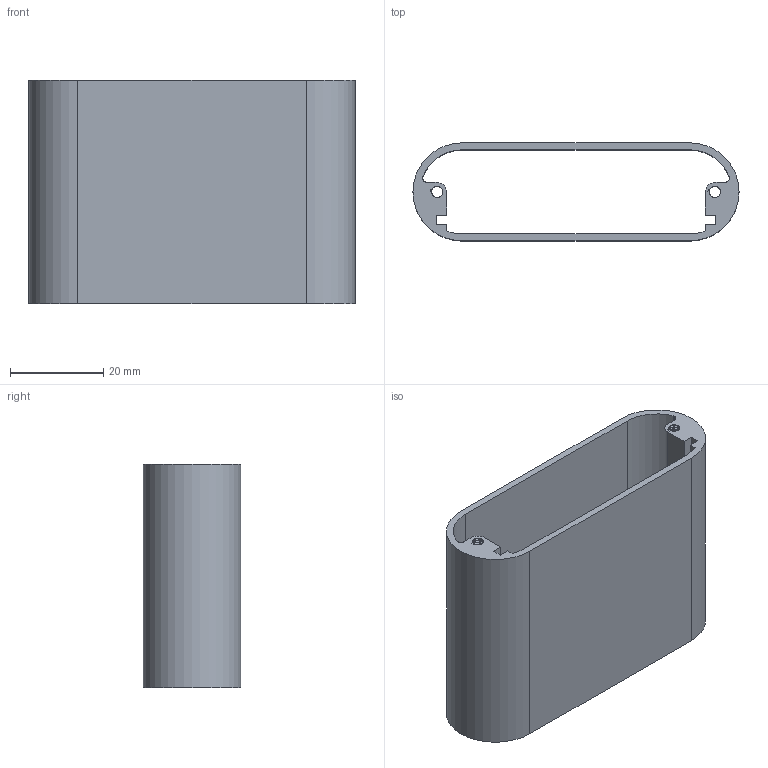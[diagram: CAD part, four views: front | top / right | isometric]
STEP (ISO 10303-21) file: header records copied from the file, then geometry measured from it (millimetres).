
FILE_DESCRIPTION (( 'STEP AP214' ), '1' );
FILE_NAME ('shell.STEP', '2024-02-22T10:58:57', ( '' ), ( '' ), 'SwSTEP 2.0', 'SolidWorks 2019', '' );
FILE_SCHEMA (( 'AUTOMOTIVE_DESIGN' ));
Length unit declared in the file: millimetre
Products named in the file (1): shell
Bounding box: 70 x 21 x 48 mm (x, y, z)
Volume: 14953.8 mm3; surface area: 17310 mm2
Topology: 1 solids, 1 shells, 124 faces, 356 edges, 234 vertices
Faces by surface type: cylinder 96, plane 22, bspline 6
Entity records: 8328 total; most frequent: CARTESIAN_POINT 5521, ORIENTED_EDGE 712, DIRECTION 462, EDGE_CURVE 356, VERTEX_POINT 234, VECTOR 160, LINE 160, AXIS2_PLACEMENT_3D 151
